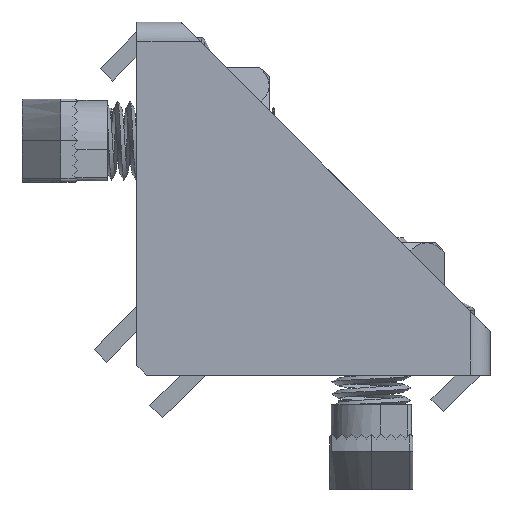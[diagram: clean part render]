
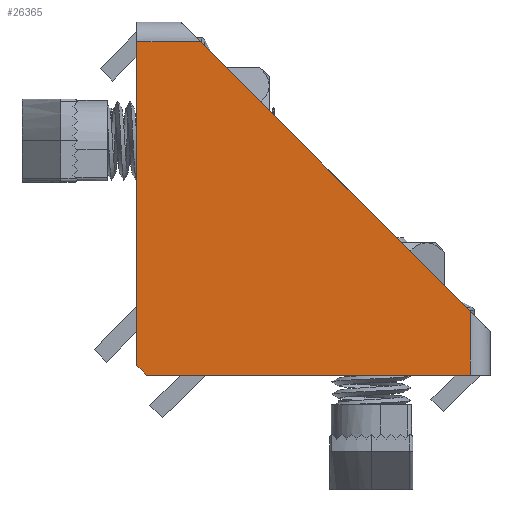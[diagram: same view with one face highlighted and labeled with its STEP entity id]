
A CAD part, left-side view. The second image highlights one B-rep face of the part: STEP entity #26365.
In plain terms, the highlighted planar face has unit normal (-1, 0.006, -0.006).
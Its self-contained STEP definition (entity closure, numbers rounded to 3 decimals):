
#387 = VECTOR ( 'NONE', #26618, 1000. ) ;
#725 = VERTEX_POINT ( 'NONE', #4023 ) ;
#726 = CARTESIAN_POINT ( 'NONE',  ( -19., -20.25, 20.25 ) ) ;
#1028 = DIRECTION ( 'NONE',  ( -0.006, -1., 0. ) ) ;
#2938 = CARTESIAN_POINT ( 'NONE',  ( -19., -33.988, 6.512 ) ) ;
#3870 = VECTOR ( 'NONE', #1028, 1000. ) ;
#4023 = CARTESIAN_POINT ( 'NONE',  ( -18.96, 0., 33.988 ) ) ;
#4141 = DIRECTION ( 'NONE',  ( 0., -0.707, -0.707 ) ) ;
#4176 = ORIENTED_EDGE ( 'NONE', *, *, #25140, .T. ) ;
#4701 = ORIENTED_EDGE ( 'NONE', *, *, #33155, .T. ) ;
#6996 = VERTEX_POINT ( 'NONE', #10160 ) ;
#8388 = VECTOR ( 'NONE', #4141, 1000. ) ;
#9885 = CARTESIAN_POINT ( 'NONE',  ( -18.756, -1., 0. ) ) ;
#10160 = CARTESIAN_POINT ( 'NONE',  ( -18.96, -33.988, 0. ) ) ;
#10471 = LINE ( 'NONE', #24301, #24965 ) ;
#10672 = EDGE_CURVE ( 'NONE', #725, #25089, #32948, .T. ) ;
#12196 = LINE ( 'NONE', #726, #26794 ) ;
#12205 = DIRECTION ( 'NONE',  ( -1., 0.006, -0.006 ) ) ;
#12421 = LINE ( 'NONE', #34852, #33455 ) ;
#13640 = AXIS2_PLACEMENT_3D ( 'NONE', #28652, #12205, #31402 ) ;
#14669 = VERTEX_POINT ( 'NONE', #9885 ) ;
#14822 = PLANE ( 'NONE',  #13640 ) ;
#15099 = CARTESIAN_POINT ( 'NONE',  ( -18.756, 0., 1. ) ) ;
#18044 = EDGE_CURVE ( 'NONE', #24266, #725, #12421, .T. ) ;
#18438 = CARTESIAN_POINT ( 'NONE',  ( -18.96, -33.988, 0. ) ) ;
#19723 = DIRECTION ( 'NONE',  ( 0., 0.707, 0.707 ) ) ;
#20064 = VERTEX_POINT ( 'NONE', #2938 ) ;
#20151 = CARTESIAN_POINT ( 'NONE',  ( -19.077, -19.049, 33.988 ) ) ;
#20441 = CARTESIAN_POINT ( 'NONE',  ( -18.756, 0., 1. ) ) ;
#21171 = DIRECTION ( 'NONE',  ( -0.006, 0., 1. ) ) ;
#21348 = ORIENTED_EDGE ( 'NONE', *, *, #32227, .T. ) ;
#23893 = ORIENTED_EDGE ( 'NONE', *, *, #10672, .F. ) ;
#24266 = VERTEX_POINT ( 'NONE', #15099 ) ;
#24301 = CARTESIAN_POINT ( 'NONE',  ( -18.756, -1., 0. ) ) ;
#24526 = ORIENTED_EDGE ( 'NONE', *, *, #18044, .F. ) ;
#24965 = VECTOR ( 'NONE', #27081, 1000. ) ;
#25089 = VERTEX_POINT ( 'NONE', #33598 ) ;
#25140 = EDGE_CURVE ( 'NONE', #6996, #20064, #28544, .T. ) ;
#26365 = ADVANCED_FACE ( 'NONE', ( #28442 ), #14822, .T. ) ;
#26618 = DIRECTION ( 'NONE',  ( -0.006, 0., 1. ) ) ;
#26794 = VECTOR ( 'NONE', #19723, 1000. ) ;
#27081 = DIRECTION ( 'NONE',  ( -0.006, -1., 0. ) ) ;
#27144 = ORIENTED_EDGE ( 'NONE', *, *, #31830, .T. ) ;
#28442 = FACE_OUTER_BOUND ( 'NONE', #32895, .T. ) ;
#28544 = LINE ( 'NONE', #18438, #387 ) ;
#28652 = CARTESIAN_POINT ( 'NONE',  ( -19., -19.05, 21.45 ) ) ;
#29358 = LINE ( 'NONE', #20441, #8388 ) ;
#31402 = DIRECTION ( 'NONE',  ( -0.006, -1., 0. ) ) ;
#31830 = EDGE_CURVE ( 'NONE', #20064, #25089, #12196, .T. ) ;
#32227 = EDGE_CURVE ( 'NONE', #24266, #14669, #29358, .T. ) ;
#32895 = EDGE_LOOP ( 'NONE', ( #24526, #21348, #4701, #4176, #27144, #23893 ) ) ;
#32948 = LINE ( 'NONE', #20151, #3870 ) ;
#33155 = EDGE_CURVE ( 'NONE', #14669, #6996, #10471, .T. ) ;
#33455 = VECTOR ( 'NONE', #21171, 1000. ) ;
#33598 = CARTESIAN_POINT ( 'NONE',  ( -19., -6.512, 33.988 ) ) ;
#34852 = CARTESIAN_POINT ( 'NONE',  ( -18.756, 0., 1. ) ) ;
